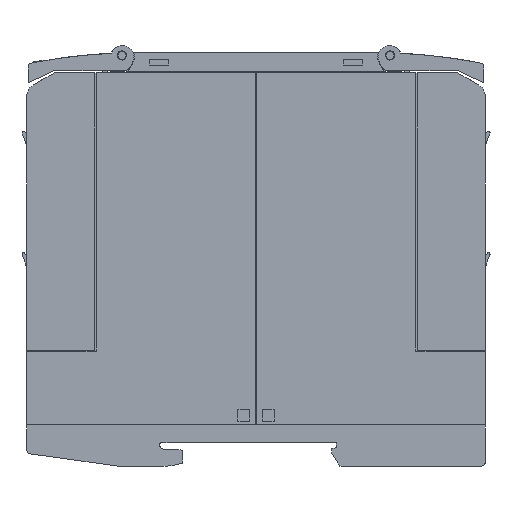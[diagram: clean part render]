
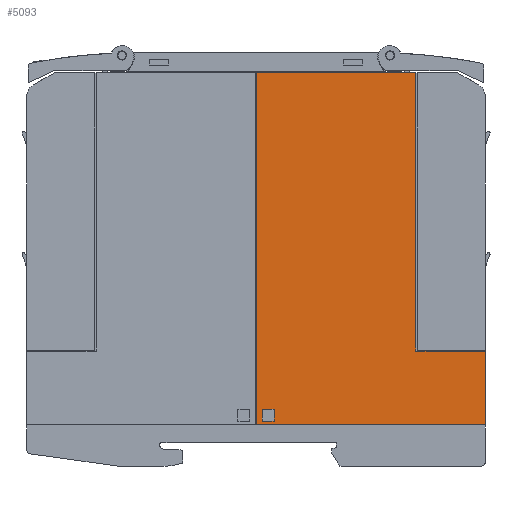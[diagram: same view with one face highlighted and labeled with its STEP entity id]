
A CAD part, left-side view. The second image highlights one B-rep face of the part: STEP entity #5093.
In plain terms, the highlighted planar face has unit normal (-1, 0, 0).
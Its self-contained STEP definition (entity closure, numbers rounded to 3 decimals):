
#5093=ADVANCED_FACE('',(#10361,#10362),#10363,.T.);
#10361=FACE_BOUND('',#15699,.T.);
#10362=FACE_OUTER_BOUND('',#15700,.T.);
#10363=PLANE('',#15701);
#15699=EDGE_LOOP('',(#32013,#32014,#32015,#32016));
#15700=EDGE_LOOP('',(#32017,#32018,#32019,#32020,#32021,#32022));
#15701=AXIS2_PLACEMENT_3D('',#32023,#32024,#32025);
#32013=ORIENTED_EDGE('',*,*,#39086,.T.);
#32014=ORIENTED_EDGE('',*,*,#39062,.T.);
#32015=ORIENTED_EDGE('',*,*,#39070,.T.);
#32016=ORIENTED_EDGE('',*,*,#39083,.T.);
#32017=ORIENTED_EDGE('',*,*,#33224,.T.);
#32018=ORIENTED_EDGE('',*,*,#39088,.T.);
#32019=ORIENTED_EDGE('',*,*,#39096,.T.);
#32020=ORIENTED_EDGE('',*,*,#39076,.F.);
#32021=ORIENTED_EDGE('',*,*,#39097,.T.);
#32022=ORIENTED_EDGE('',*,*,#39092,.T.);
#32023=CARTESIAN_POINT('',(0.0,25.98,9.001));
#32024=DIRECTION('',(-1.0,0.0,0.0));
#32025=DIRECTION('',(0.0,-1.0,0.0));
#33224=EDGE_CURVE('',#40176,#40180,#40182,.T.);
#39062=EDGE_CURVE('',#48862,#48860,#48863,.T.);
#39070=EDGE_CURVE('',#48860,#48871,#48873,.T.);
#39076=EDGE_CURVE('',#48882,#48884,#48885,.T.);
#39083=EDGE_CURVE('',#48871,#48894,#48896,.T.);
#39086=EDGE_CURVE('',#48894,#48862,#48899,.T.);
#39088=EDGE_CURVE('',#40180,#48901,#48902,.T.);
#39092=EDGE_CURVE('',#48907,#40176,#48908,.T.);
#39096=EDGE_CURVE('',#48901,#48884,#48913,.T.);
#39097=EDGE_CURVE('',#48882,#48907,#48914,.T.);
#40176=VERTEX_POINT('',#50578);
#40180=VERTEX_POINT('',#50584);
#40182=LINE('',#50587,#50588);
#48860=VERTEX_POINT('',#63531);
#48862=VERTEX_POINT('',#63534);
#48863=LINE('',#63535,#63536);
#48871=VERTEX_POINT('',#63548);
#48873=LINE('',#63551,#63552);
#48882=VERTEX_POINT('',#63564);
#48884=VERTEX_POINT('',#63567);
#48885=LINE('',#63568,#63569);
#48894=VERTEX_POINT('',#63582);
#48896=LINE('',#63585,#63586);
#48899=LINE('',#63590,#63591);
#48901=VERTEX_POINT('',#63593);
#48902=LINE('',#63594,#63595);
#48907=VERTEX_POINT('',#63602);
#48908=LINE('',#63603,#63604);
#48913=LINE('',#63611,#63612);
#48914=LINE('',#63613,#63614);
#50578=CARTESIAN_POINT('',(0.0,1.03,25.101));
#50584=CARTESIAN_POINT('',(0.0,16.13,25.101));
#50587=CARTESIAN_POINT('',(0.0,17.255,25.101));
#50588=VECTOR('',#64606,1.0);
#63531=CARTESIAN_POINT('',(0.0,47.03,12.401));
#63534=CARTESIAN_POINT('',(0.0,49.63,12.401));
#63535=CARTESIAN_POINT('',(0.0,37.155,12.401));
#63536=VECTOR('',#69981,1.0);
#63548=CARTESIAN_POINT('',(0.0,47.03,9.801));
#63551=CARTESIAN_POINT('',(0.0,47.03,10.051));
#63552=VECTOR('',#69987,1.0);
#63564=CARTESIAN_POINT('',(0.0,50.93,9.001));
#63567=CARTESIAN_POINT('',(0.0,50.93,85.801));
#63568=CARTESIAN_POINT('',(0.0,50.93,9.001));
#63569=VECTOR('',#69992,1.0);
#63582=CARTESIAN_POINT('',(0.0,49.63,9.801));
#63585=CARTESIAN_POINT('',(0.0,37.155,9.801));
#63586=VECTOR('',#69998,1.0);
#63590=CARTESIAN_POINT('',(0.0,49.63,10.051));
#63591=VECTOR('',#70000,1.0);
#63593=CARTESIAN_POINT('',(0.0,16.13,85.801));
#63594=CARTESIAN_POINT('',(0.0,16.13,32.226));
#63595=VECTOR('',#70001,1.0);
#63602=CARTESIAN_POINT('',(0.0,1.03,9.001));
#63603=CARTESIAN_POINT('',(0.0,1.03,9.001));
#63604=VECTOR('',#70004,1.0);
#63611=CARTESIAN_POINT('',(0.0,50.93,85.801));
#63612=VECTOR('',#70007,1.0);
#63613=CARTESIAN_POINT('',(0.0,50.93,9.001));
#63614=VECTOR('',#70008,1.0);
#64606=DIRECTION('',(0.0,1.0,-0.0));
#69981=DIRECTION('',(-0.0,-1.0,-0.0));
#69987=DIRECTION('',(-0.0,-0.0,-1.0));
#69992=DIRECTION('',(0.0,0.0,1.0));
#69998=DIRECTION('',(0.0,1.0,-0.0));
#70000=DIRECTION('',(0.0,0.0,1.0));
#70001=DIRECTION('',(0.0,0.0,1.0));
#70004=DIRECTION('',(0.0,0.0,1.0));
#70007=DIRECTION('',(0.0,1.0,-0.0));
#70008=DIRECTION('',(0.0,-1.0,0.0));
